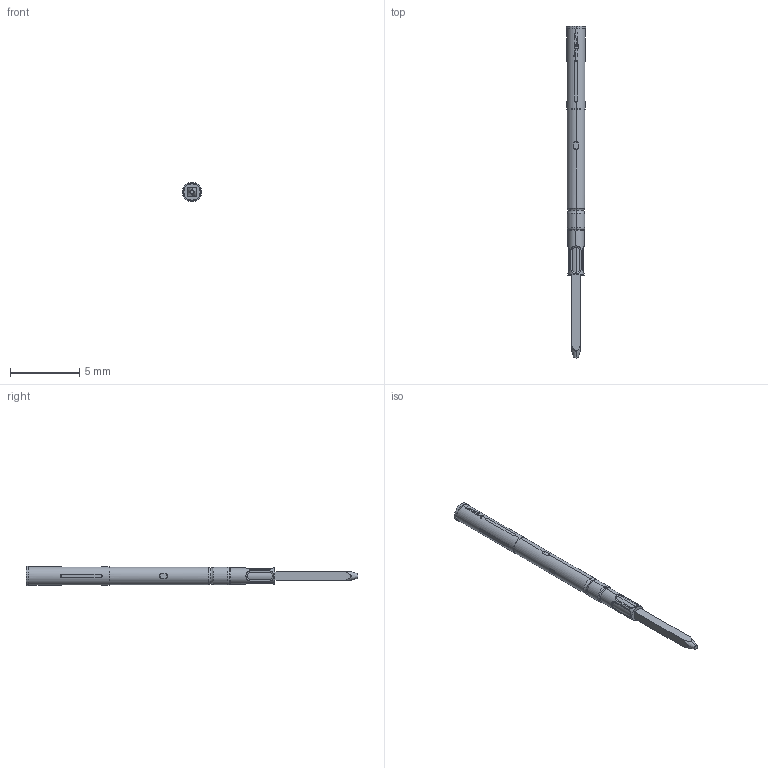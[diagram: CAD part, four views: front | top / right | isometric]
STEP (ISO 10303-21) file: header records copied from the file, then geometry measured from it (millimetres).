
FILE_DESCRIPTION (( 'STEP AP203' ), '1' );
FILE_NAME ('INGUN_KS-101_47_E13.STEP', '2022-02-09T05:13:47', ( 'ochi' ), ( '' ), 'SwSTEP 2.0', 'SolidWorks 2018', '' );
FILE_SCHEMA (( 'CONFIG_CONTROL_DESIGN' ));
Length unit declared in the file: millimetre
Products named in the file (1): INGUN_KS-101_47_E13
Bounding box: 1.42 x 24 x 1.42 mm (x, y, z)
Volume: 25.1 mm3; surface area: 89.4 mm2
Topology: 1 solids, 1 shells, 146 faces, 389 edges, 254 vertices
Faces by surface type: cylinder 58, plane 39, bspline 37, torus 8, cone 4
Entity records: 5640 total; most frequent: CARTESIAN_POINT 2493, ORIENTED_EDGE 778, DIRECTION 399, EDGE_CURVE 389, VERTEX_POINT 254, B_SPLINE_CURVE_WITH_KNOTS 244, EDGE_LOOP 155, FACE_OUTER_BOUND 146
